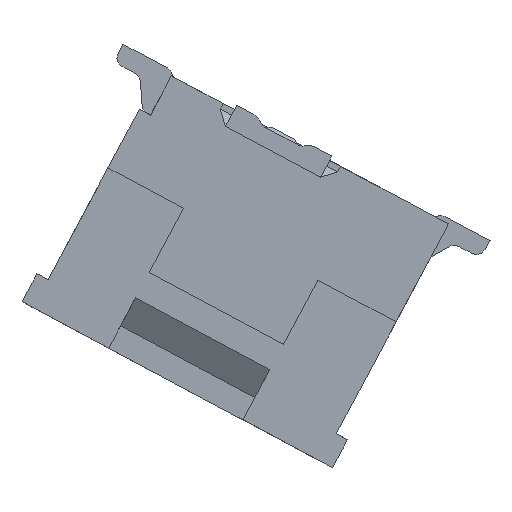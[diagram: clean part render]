
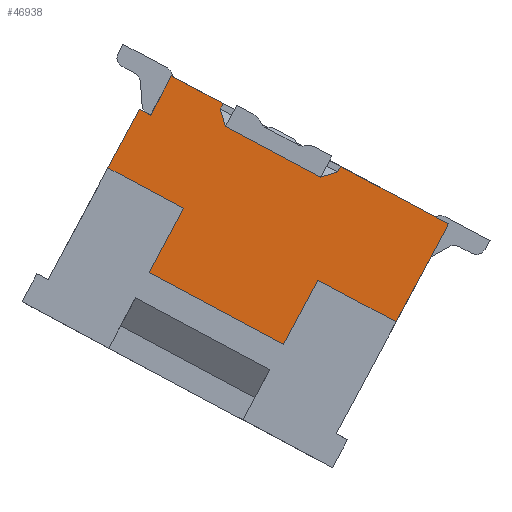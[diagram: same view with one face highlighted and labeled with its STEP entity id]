
A CAD part, front view. The second image highlights one B-rep face of the part: STEP entity #46938.
In plain terms, the highlighted planar face has unit normal (0, -1, 0).
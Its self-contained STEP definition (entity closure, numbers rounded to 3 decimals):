
#1298 = EDGE_CURVE ( 'NONE', #64714, #37675, #116425, .T. ) ;
#2745 = VECTOR ( 'NONE', #62543, 1000. ) ;
#5294 = VERTEX_POINT ( 'NONE', #73487 ) ;
#6989 = ORIENTED_EDGE ( 'NONE', *, *, #46948, .F. ) ;
#7476 = VERTEX_POINT ( 'NONE', #139364 ) ;
#8650 = DIRECTION ( 'NONE',  ( 1., 0., 0. ) ) ;
#10537 = AXIS2_PLACEMENT_3D ( 'NONE', #30902, #141410, #8650 ) ;
#11421 = VECTOR ( 'NONE', #105601, 1000. ) ;
#14564 = CARTESIAN_POINT ( 'NONE',  ( 8.242, -2.2, -1.109 ) ) ;
#16530 = CARTESIAN_POINT ( 'NONE',  ( 9.466, -2.2, -1.789 ) ) ;
#19579 = DIRECTION ( 'NONE',  ( -0.882, 0., 0.471 ) ) ;
#19731 = DIRECTION ( 'NONE',  ( 0.471, 0., 0.882 ) ) ;
#20649 = VECTOR ( 'NONE', #102829, 1000. ) ;
#23175 = EDGE_CURVE ( 'NONE', #41289, #138272, #119912, .T. ) ;
#24012 = VECTOR ( 'NONE', #61712, 1000. ) ;
#24536 = CARTESIAN_POINT ( 'NONE',  ( 5.562, -2.2, -1.032 ) ) ;
#25091 = CARTESIAN_POINT ( 'NONE',  ( 3.706, -2.2, -1.641 ) ) ;
#26282 = DIRECTION ( 'NONE',  ( 0.882, 0., -0.471 ) ) ;
#26818 = CARTESIAN_POINT ( 'NONE',  ( 5.838, -2.2, 2.134 ) ) ;
#26968 = VECTOR ( 'NONE', #19731, 1000. ) ;
#29379 = VERTEX_POINT ( 'NONE', #69529 ) ;
#30902 = CARTESIAN_POINT ( 'NONE',  ( 3.615, -2.2, -1.593 ) ) ;
#31428 = ORIENTED_EDGE ( 'NONE', *, *, #84605, .F. ) ;
#31866 = CARTESIAN_POINT ( 'NONE',  ( 5.328, -2.2, 1.613 ) ) ;
#35138 = VERTEX_POINT ( 'NONE', #70531 ) ;
#35227 = EDGE_CURVE ( 'NONE', #41683, #48380, #59140, .T. ) ;
#36135 = VECTOR ( 'NONE', #52075, 1000. ) ;
#36965 = CARTESIAN_POINT ( 'NONE',  ( 9.491, -2.2, -1.802 ) ) ;
#37640 = VECTOR ( 'NONE', #49112, 1000. ) ;
#37675 = VERTEX_POINT ( 'NONE', #41170 ) ;
#38407 = CARTESIAN_POINT ( 'NONE',  ( 5.589, -2.2, 1.458 ) ) ;
#38839 = LINE ( 'NONE', #50063, #37640 ) ;
#40812 = CARTESIAN_POINT ( 'NONE',  ( 6.689, -2.2, 1.554 ) ) ;
#41170 = CARTESIAN_POINT ( 'NONE',  ( 5.573, -2.2, -1.012 ) ) ;
#41289 = VERTEX_POINT ( 'NONE', #105408 ) ;
#41328 = DIRECTION ( 'NONE',  ( 0.29, 0., -0.957 ) ) ;
#41361 = CARTESIAN_POINT ( 'NONE',  ( 7.689, -2.2, -2.143 ) ) ;
#41683 = VERTEX_POINT ( 'NONE', #57471 ) ;
#45389 = VECTOR ( 'NONE', #143367, 1000. ) ;
#46594 = ORIENTED_EDGE ( 'NONE', *, *, #140230, .F. ) ;
#46602 = EDGE_CURVE ( 'NONE', #66069, #61673, #87581, .T. ) ;
#46849 = VECTOR ( 'NONE', #19579, 1000. ) ;
#46938 = ADVANCED_FACE ( 'NONE', ( #90487 ), #106051, .F. ) ;
#46948 = EDGE_CURVE ( 'NONE', #93379, #7476, #138701, .T. ) ;
#48380 = VERTEX_POINT ( 'NONE', #63155 ) ;
#48945 = LINE ( 'NONE', #132045, #2745 ) ;
#49112 = DIRECTION ( 'NONE',  ( 0.882, 0., -0.471 ) ) ;
#49371 = EDGE_CURVE ( 'NONE', #138272, #35138, #130184, .T. ) ;
#50063 = CARTESIAN_POINT ( 'NONE',  ( 8.306, -2.2, 0.476 ) ) ;
#52075 = DIRECTION ( 'NONE',  ( -0.471, 0., -0.882 ) ) ;
#55072 = LINE ( 'NONE', #132195, #103517 ) ;
#56384 = ORIENTED_EDGE ( 'NONE', *, *, #66305, .T. ) ;
#57471 = CARTESIAN_POINT ( 'NONE',  ( 8.276, -2.2, 0.492 ) ) ;
#59140 = LINE ( 'NONE', #73094, #105443 ) ;
#59463 = ORIENTED_EDGE ( 'NONE', *, *, #143847, .F. ) ;
#59848 = VERTEX_POINT ( 'NONE', #83977 ) ;
#60030 = LINE ( 'NONE', #14564, #11421 ) ;
#61673 = VERTEX_POINT ( 'NONE', #114181 ) ;
#61712 = DIRECTION ( 'NONE',  ( 0.471, 0., 0.882 ) ) ;
#62543 = DIRECTION ( 'NONE',  ( 0.471, 0., 0.882 ) ) ;
#63155 = CARTESIAN_POINT ( 'NONE',  ( 8.546, -2.2, 0.574 ) ) ;
#64714 = VERTEX_POINT ( 'NONE', #41361 ) ;
#66069 = VERTEX_POINT ( 'NONE', #16530 ) ;
#66305 = EDGE_CURVE ( 'NONE', #93379, #129547, #75041, .T. ) ;
#66773 = ORIENTED_EDGE ( 'NONE', *, *, #80913, .F. ) ;
#68301 = LINE ( 'NONE', #38407, #24012 ) ;
#69529 = CARTESIAN_POINT ( 'NONE',  ( 6.115, -2.2, 0.002 ) ) ;
#70531 = CARTESIAN_POINT ( 'NONE',  ( 6.694, -2.2, 1.564 ) ) ;
#71030 = CARTESIAN_POINT ( 'NONE',  ( 10.331, -2.2, -0.171 ) ) ;
#71100 = VECTOR ( 'NONE', #92376, 1000. ) ;
#71765 = VECTOR ( 'NONE', #126056, 1000. ) ;
#73094 = CARTESIAN_POINT ( 'NONE',  ( 8.556, -2.2, 0.577 ) ) ;
#73146 = ORIENTED_EDGE ( 'NONE', *, *, #46602, .F. ) ;
#73487 = CARTESIAN_POINT ( 'NONE',  ( 6.776, -2.2, 1.293 ) ) ;
#73871 = VECTOR ( 'NONE', #124303, 1000. ) ;
#75041 = LINE ( 'NONE', #25091, #73871 ) ;
#75844 = ORIENTED_EDGE ( 'NONE', *, *, #49371, .F. ) ;
#80913 = EDGE_CURVE ( 'NONE', #35138, #5294, #55072, .T. ) ;
#81094 = EDGE_CURVE ( 'NONE', #61673, #64714, #60030, .T. ) ;
#82517 = ORIENTED_EDGE ( 'NONE', *, *, #94786, .F. ) ;
#83022 = LINE ( 'NONE', #135730, #131450 ) ;
#83977 = CARTESIAN_POINT ( 'NONE',  ( 8.593, -2.2, 0.662 ) ) ;
#84442 = CARTESIAN_POINT ( 'NONE',  ( 6.139, -2.2, -0.01 ) ) ;
#84605 = EDGE_CURVE ( 'NONE', #29379, #129547, #143791, .T. ) ;
#85797 = ORIENTED_EDGE ( 'NONE', *, *, #81094, .F. ) ;
#87581 = LINE ( 'NONE', #36965, #135547 ) ;
#90487 = FACE_OUTER_BOUND ( 'NONE', #122423, .T. ) ;
#92376 = DIRECTION ( 'NONE',  ( -0.471, 0., -0.882 ) ) ;
#93379 = VERTEX_POINT ( 'NONE', #120658 ) ;
#94786 = EDGE_CURVE ( 'NONE', #48380, #59848, #48945, .T. ) ;
#97745 = CARTESIAN_POINT ( 'NONE',  ( 10.291, -2.2, -0.246 ) ) ;
#100063 = ORIENTED_EDGE ( 'NONE', *, *, #23175, .F. ) ;
#102829 = DIRECTION ( 'NONE',  ( -0.882, 0., 0.471 ) ) ;
#103517 = VECTOR ( 'NONE', #41328, 1000. ) ;
#105408 = CARTESIAN_POINT ( 'NONE',  ( 5.926, -2.2, 2.088 ) ) ;
#105443 = VECTOR ( 'NONE', #124223, 1000. ) ;
#105601 = DIRECTION ( 'NONE',  ( -0.471, 0., -0.882 ) ) ;
#106051 = PLANE ( 'NONE',  #10537 ) ;
#108014 = ORIENTED_EDGE ( 'NONE', *, *, #133437, .F. ) ;
#109968 = CARTESIAN_POINT ( 'NONE',  ( 6.741, -2.2, 1.652 ) ) ;
#110978 = CARTESIAN_POINT ( 'NONE',  ( 7.732, -2.2, -2.166 ) ) ;
#114181 = CARTESIAN_POINT ( 'NONE',  ( 8.232, -2.2, -1.129 ) ) ;
#114931 = DIRECTION ( 'NONE',  ( -0.882, 0., 0.471 ) ) ;
#116425 = LINE ( 'NONE', #110978, #20649 ) ;
#118291 = CARTESIAN_POINT ( 'NONE',  ( 4.924, -2.2, 0.639 ) ) ;
#118774 = LINE ( 'NONE', #71030, #71100 ) ;
#119912 = LINE ( 'NONE', #26818, #71765 ) ;
#120658 = CARTESIAN_POINT ( 'NONE',  ( 5.419, -2.2, 1.565 ) ) ;
#120894 = ORIENTED_EDGE ( 'NONE', *, *, #128198, .F. ) ;
#122361 = VERTEX_POINT ( 'NONE', #97745 ) ;
#122423 = EDGE_LOOP ( 'NONE', ( #108014, #6989, #56384, #31428, #120894, #137200, #85797, #73146, #59463, #46594, #82517, #128330, #133519, #66773, #75844, #100063 ) ) ;
#124223 = DIRECTION ( 'NONE',  ( 0.957, 0., 0.29 ) ) ;
#124303 = DIRECTION ( 'NONE',  ( -0.471, 0., -0.882 ) ) ;
#126047 = LINE ( 'NONE', #24536, #26968 ) ;
#126056 = DIRECTION ( 'NONE',  ( 0.882, 0., -0.471 ) ) ;
#128198 = EDGE_CURVE ( 'NONE', #37675, #29379, #126047, .T. ) ;
#128330 = ORIENTED_EDGE ( 'NONE', *, *, #35227, .F. ) ;
#129547 = VERTEX_POINT ( 'NONE', #118291 ) ;
#130184 = LINE ( 'NONE', #40812, #36135 ) ;
#131450 = VECTOR ( 'NONE', #26282, 1000. ) ;
#131511 = EDGE_CURVE ( 'NONE', #5294, #41683, #38839, .T. ) ;
#132045 = CARTESIAN_POINT ( 'NONE',  ( 8.598, -2.2, 0.671 ) ) ;
#132195 = CARTESIAN_POINT ( 'NONE',  ( 6.779, -2.2, 1.283 ) ) ;
#133437 = EDGE_CURVE ( 'NONE', #7476, #41289, #68301, .T. ) ;
#133519 = ORIENTED_EDGE ( 'NONE', *, *, #131511, .F. ) ;
#135547 = VECTOR ( 'NONE', #114931, 1000. ) ;
#135730 = CARTESIAN_POINT ( 'NONE',  ( 5.838, -2.2, 2.134 ) ) ;
#137200 = ORIENTED_EDGE ( 'NONE', *, *, #1298, .F. ) ;
#138272 = VERTEX_POINT ( 'NONE', #109968 ) ;
#138701 = LINE ( 'NONE', #31866, #45389 ) ;
#139364 = CARTESIAN_POINT ( 'NONE',  ( 5.596, -2.2, 1.47 ) ) ;
#140230 = EDGE_CURVE ( 'NONE', #59848, #122361, #83022, .T. ) ;
#141410 = DIRECTION ( 'NONE',  ( 0., 1., 0. ) ) ;
#143367 = DIRECTION ( 'NONE',  ( 0.882, 0., -0.471 ) ) ;
#143791 = LINE ( 'NONE', #84442, #46849 ) ;
#143847 = EDGE_CURVE ( 'NONE', #122361, #66069, #118774, .T. ) ;
